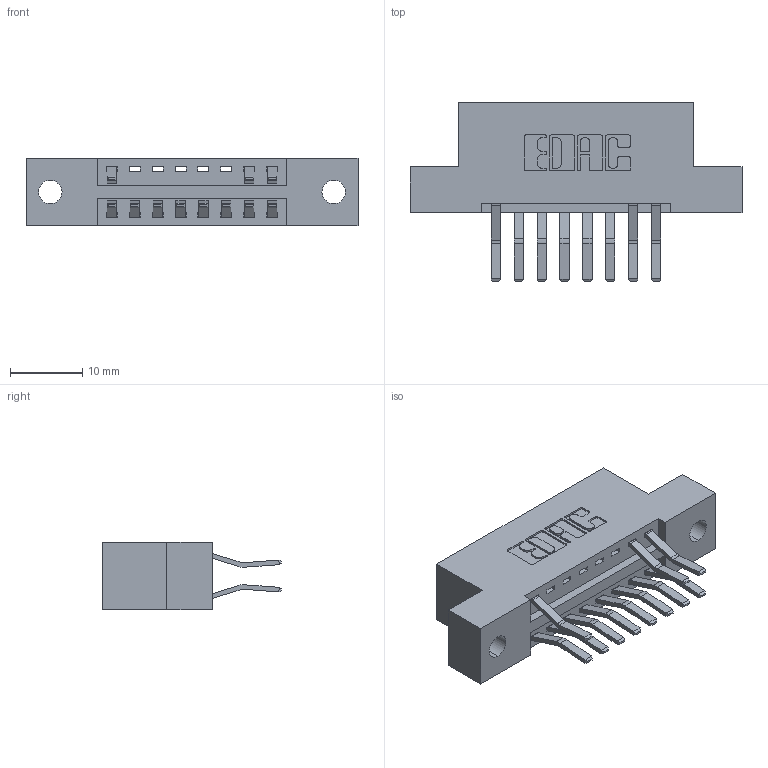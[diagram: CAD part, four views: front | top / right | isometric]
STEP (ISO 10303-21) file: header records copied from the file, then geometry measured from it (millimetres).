
FILE_DESCRIPTION (( 'STEP AP203' ), '1' );
FILE_NAME ('346-016-560-202.STEP', '2018-08-20T05:30:35', ( '' ), ( '' ), 'SwSTEP 2.0', 'SolidWorks 2016', '' );
FILE_SCHEMA (( 'CONFIG_CONTROL_DESIGN' ));
Length unit declared in the file: inch
Products named in the file (3): 346 Part_Flush Mounting Lugs - 0.128 Dia; 345-292-001_560 Tail; 346-016-560-202
Assembly tree (12 placements, depth 2):
  346-016-560-202
    346 Part_Flush Mounting Lugs - 0.128 Dia
    345-292-001_560 Tail  x11
Bounding box: 45.97 x 24.78 x 9.4 mm (x, y, z)
Volume: 4209.4 mm3; surface area: 4915.3 mm2
Topology: 12 solids, 12 shells, 746 faces, 2205 edges, 1454 vertices
Faces by surface type: plane 486, cylinder 260
Entity records: 9729 total; most frequent: CARTESIAN_POINT 1671, ORIENTED_EDGE 1610, DIRECTION 1523, EDGE_CURVE 805, VECTOR 637, LINE 637, VERTEX_POINT 534, AXIS2_PLACEMENT_3D 443
